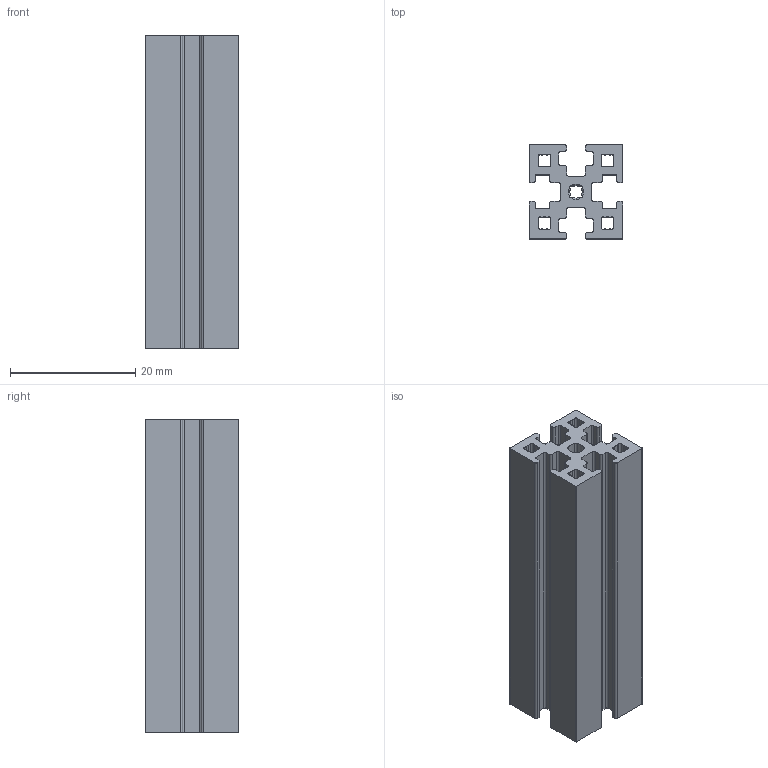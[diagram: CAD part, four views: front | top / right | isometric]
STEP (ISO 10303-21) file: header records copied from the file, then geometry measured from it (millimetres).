
FILE_DESCRIPTION((''),'2;1');
FILE_NAME('103138.stp','2015-07-14T02:33:08',('Jeff'),(''),'Autodesk Inventor 2010','Autodesk Inventor 2010','');
FILE_SCHEMA(('CONFIG_CONTROL_DESIGN'));
Length unit declared in the file: millimetre
Products named in the file (1): 103138
Bounding box: 15 x 15 x 50 mm (x, y, z)
Volume: 6142.3 mm3; surface area: 7844.1 mm2
Topology: 1 solids, 1 shells, 194 faces, 576 edges, 384 vertices
Faces by surface type: cylinder 128, plane 54, bspline 8, cone 4
Entity records: 6865 total; most frequent: CARTESIAN_POINT 1403, DIRECTION 1198, ORIENTED_EDGE 1152, EDGE_CURVE 576, AXIS2_PLACEMENT_3D 451, VERTEX_POINT 384, VECTOR 296, LINE 296
